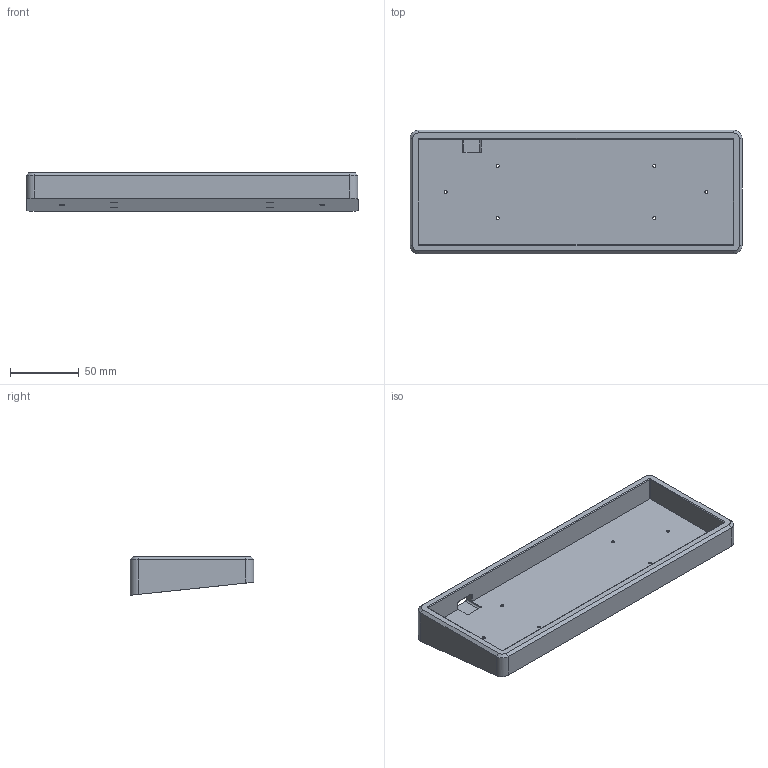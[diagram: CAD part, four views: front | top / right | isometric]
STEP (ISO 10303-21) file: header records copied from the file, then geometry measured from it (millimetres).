
FILE_DESCRIPTION(/* description */ ('STEP AP242','CAx-IF Rec.Pracs.---Representation and Presentation of Product Manufacturing Information (PMI)---4.0---2014-10-13','CAx-IF Rec.Pracs.---3D Tessellated Geometry---0.4---2014-09-14','2;1'),/* implementation_level */ '2;1');
FILE_NAME(/* name */ '61f822171e4fa85fccf21b0a',/* time_stamp */ '2022-01-31T17:53:27+00:00',/* author */ (''),/* organization */ (''),/* preprocessor_version */ 'ST-DEVELOPER v18.101',/* originating_system */ ' ',/* authorisation */ ' ');
FILE_SCHEMA (('AP242_MANAGED_MODEL_BASED_3D_ENGINEERING_MIM_LF { 1 0 10303 442 1 1 4 }'));
Length unit declared in the file: metre
Products named in the file (1): Part 3
Bounding box: 242 x 90 x 28.06 mm (x, y, z)
Volume: 194046 mm3; surface area: 69210.3 mm2
Topology: 1 solids, 1 shells, 80 faces, 190 edges, 118 vertices
Faces by surface type: plane 34, cylinder 30, cone 12, torus 4
Full cylindrical faces by diameter (mm): 2.2 x6, 5 x6
Entity records: 2238 total; most frequent: DIRECTION 410, CARTESIAN_POINT 365, ORIENTED_EDGE 344, EDGE_CURVE 172, AXIS2_PLACEMENT_3D 157, VERTEX_POINT 112, EDGE_LOOP 112, FACE_BOUND 112
